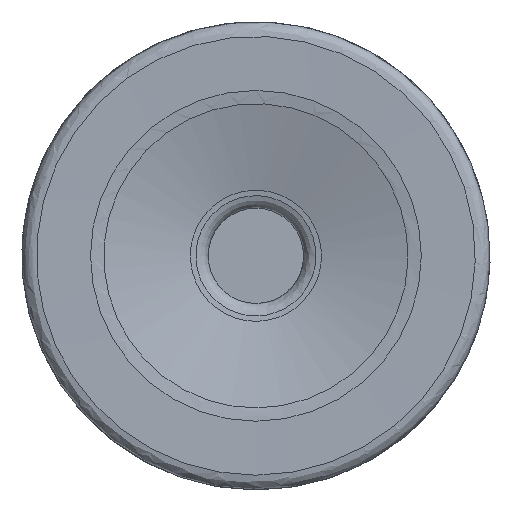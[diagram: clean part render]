
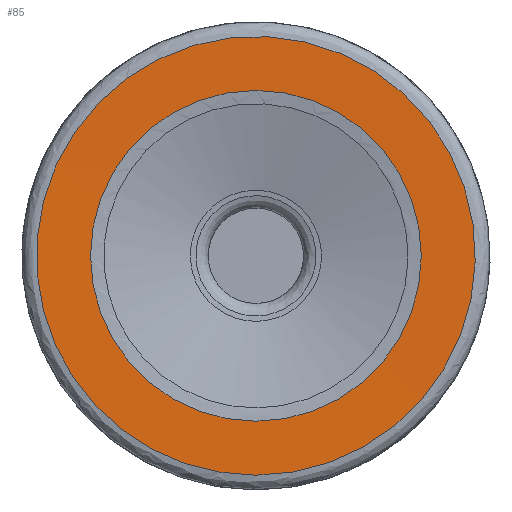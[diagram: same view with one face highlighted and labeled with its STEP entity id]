
A CAD part, front view. The second image highlights one B-rep face of the part: STEP entity #85.
In plain terms, the highlighted face is a revolution surface.
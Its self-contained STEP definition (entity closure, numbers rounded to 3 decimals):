
#85=ADVANCED_FACE('',(#176,#177),#130,.T.);
#130=SURFACE_OF_REVOLUTION('',#160,#145);
#145=AXIS1_PLACEMENT('',#839,#674);
#160=B_SPLINE_CURVE_WITH_KNOTS('',5,(#833,#834,#835,#836,#837,#838),
 .UNSPECIFIED.,.F.,.F.,(6,6),(0.,1.),.UNSPECIFIED.);
#176=FACE_BOUND('',#266,.T.);
#177=FACE_BOUND('',#267,.T.);
#266=EDGE_LOOP('',(#356));
#267=EDGE_LOOP('',(#357));
#356=ORIENTED_EDGE('',*,*,#495,.T.);
#357=ORIENTED_EDGE('',*,*,#496,.F.);
#448=VERTEX_POINT('',#830);
#449=VERTEX_POINT('',#832);
#495=EDGE_CURVE('',#448,#448,#541,.T.);
#496=EDGE_CURVE('',#449,#449,#542,.T.);
#541=CIRCLE('',#595,8.826);
#542=CIRCLE('',#596,11.706);
#595=AXIS2_PLACEMENT_3D('',#829,#670,#671);
#596=AXIS2_PLACEMENT_3D('',#831,#672,#673);
#670=DIRECTION('',(0.,1.,0.));
#671=DIRECTION('',(0.,0.,-1.));
#672=DIRECTION('',(0.,1.,0.));
#673=DIRECTION('',(0.,0.,-1.));
#674=DIRECTION('',(0.,-1.,0.));
#829=CARTESIAN_POINT('',(-7.914,-89.937,-1.392));
#830=CARTESIAN_POINT('',(-7.914,-89.937,-10.218));
#831=CARTESIAN_POINT('',(-7.914,-90.,-1.392));
#832=CARTESIAN_POINT('',(-7.914,-90.,-13.098));
#833=CARTESIAN_POINT('',(-19.576,-90.,-2.413));
#834=CARTESIAN_POINT('',(-19.002,-89.988,-2.362));
#835=CARTESIAN_POINT('',(-18.428,-89.975,-2.312));
#836=CARTESIAN_POINT('',(-17.854,-89.963,-2.262));
#837=CARTESIAN_POINT('',(-17.28,-89.95,-2.212));
#838=CARTESIAN_POINT('',(-16.706,-89.937,-2.162));
#839=CARTESIAN_POINT('',(-7.914,34.,-1.392));
